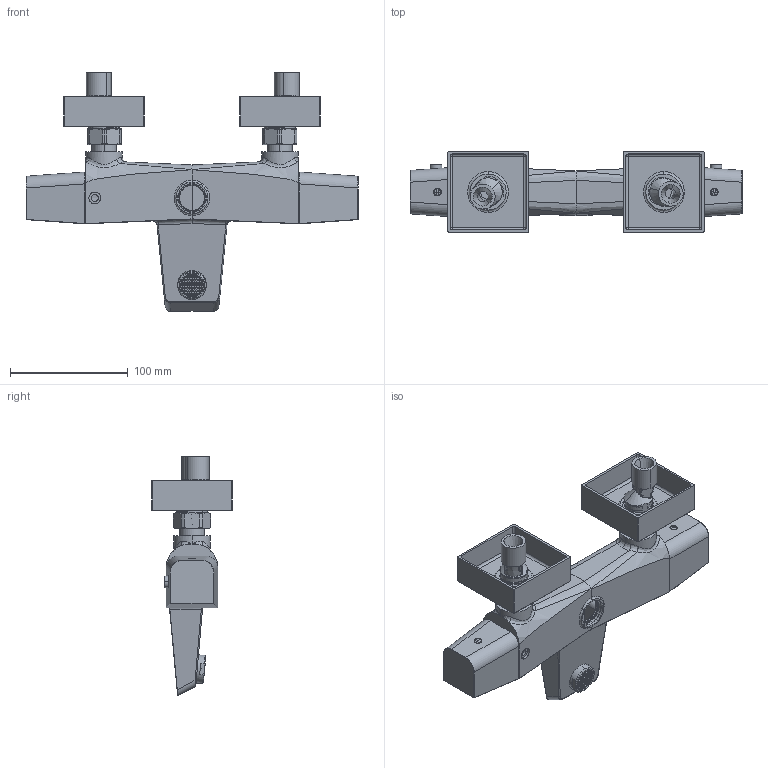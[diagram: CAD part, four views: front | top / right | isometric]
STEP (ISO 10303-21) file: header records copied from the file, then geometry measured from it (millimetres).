
FILE_DESCRIPTION (( 'STEP AP203' ), '1' );
FILE_NAME ('42CP09582.STEP', '2024-01-04T10:18:40', ( '' ), ( '' ), 'SwSTEP 2.0', 'SolidWorks 2021', '' );
FILE_SCHEMA (( 'CONFIG_CONTROL_DESIGN' ));
Length unit declared in the file: millimetre
Products named in the file (1): 42CP09582
Bounding box: 281.4 x 68 x 202.52 mm (x, y, z)
Volume: 313997.5 mm3; surface area: 211460.5 mm2
Topology: 17 solids, 17 shells, 2228 faces, 5917 edges, 3774 vertices
Faces by surface type: plane 1283, cylinder 540, bspline 214, cone 106, sphere 46, torus 39
Entity records: 93752 total; most frequent: CARTESIAN_POINT 40507, ORIENTED_EDGE 11746, DIRECTION 10042, EDGE_CURVE 5873, VERTEX_POINT 3766, LINE 3738, VECTOR 3738, AXIS2_PLACEMENT_3D 3152
